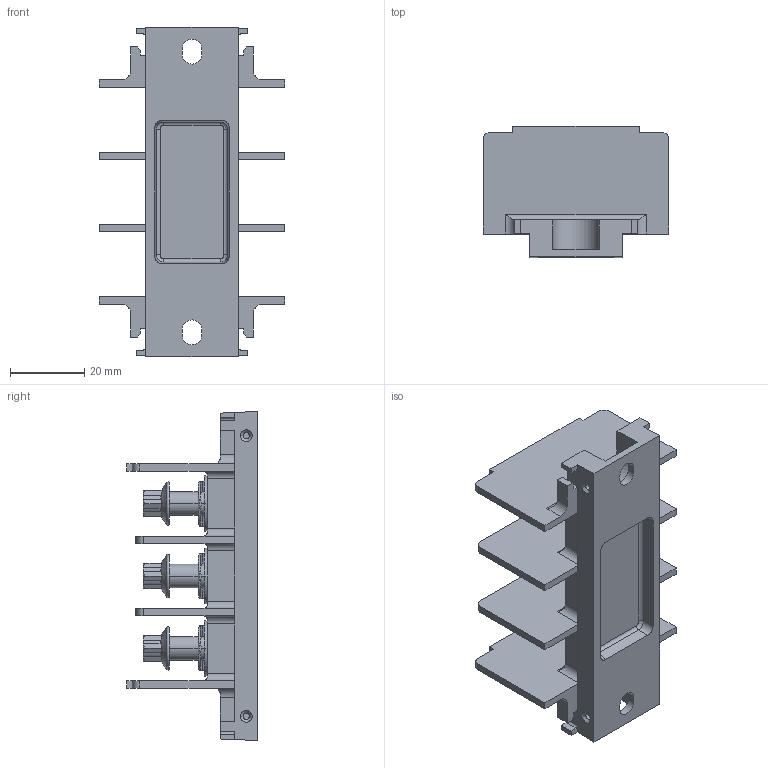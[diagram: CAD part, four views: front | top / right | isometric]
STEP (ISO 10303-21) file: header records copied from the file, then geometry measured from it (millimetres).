
FILE_DESCRIPTION((''),'2;1');
FILE_NAME('32406033004','2020-07-30T',('presta_be4'),(''),'CREO PARAMETRIC BY PTC INC, 2018360','CREO PARAMETRIC BY PTC INC, 2018360','');
FILE_SCHEMA(('CONFIG_CONTROL_DESIGN'));
Length unit declared in the file: millimetre
Products named in the file (1): 32406033004
Bounding box: 50 x 35.2 x 88.7 mm (x, y, z)
Volume: 32926.8 mm3; surface area: 20792.5 mm2
Topology: 1 solids, 1 shells, 369 faces, 1019 edges, 664 vertices
Faces by surface type: plane 193, cylinder 124, cone 42, torus 6, bspline 4
Entity records: 13309 total; most frequent: CARTESIAN_POINT 4106, ORIENTED_EDGE 2030, DIRECTION 1755, EDGE_CURVE 1015, VERTEX_POINT 664, AXIS2_PLACEMENT_3D 601, VECTOR 553, LINE 553
